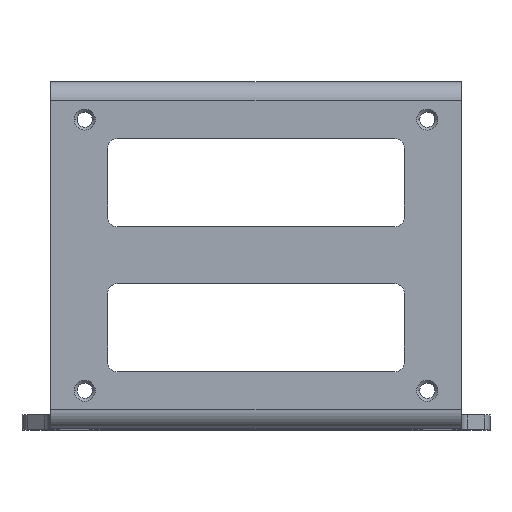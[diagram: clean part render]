
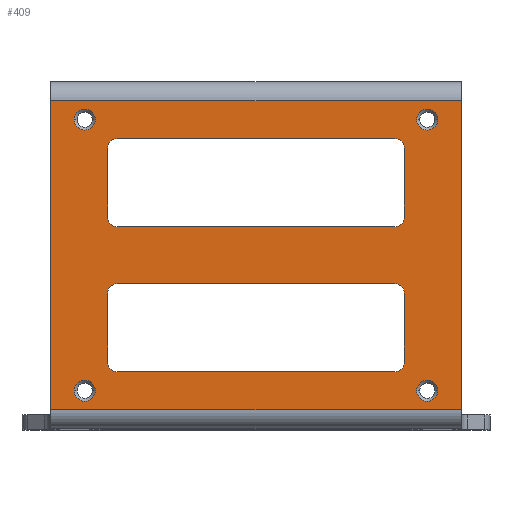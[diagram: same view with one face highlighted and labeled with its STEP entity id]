
A CAD part, top view. The second image highlights one B-rep face of the part: STEP entity #409.
In plain terms, the highlighted planar face has unit normal (0, 0, 1).
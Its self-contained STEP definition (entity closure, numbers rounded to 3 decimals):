
#409=ADVANCED_FACE('',(#640,#641,#642,#643,#644,#645,#646),#567,.F.);
#567=PLANE('',#4018);
#640=FACE_BOUND('',#767,.T.);
#641=FACE_BOUND('',#768,.T.);
#642=FACE_BOUND('',#769,.T.);
#643=FACE_BOUND('',#770,.T.);
#644=FACE_BOUND('',#771,.T.);
#645=FACE_BOUND('',#772,.T.);
#646=FACE_BOUND('',#773,.T.);
#767=EDGE_LOOP('',(#1522,#1523,#1524,#1525));
#768=EDGE_LOOP('',(#1526,#1527));
#769=EDGE_LOOP('',(#1528,#1529));
#770=EDGE_LOOP('',(#1530,#1531));
#771=EDGE_LOOP('',(#1532,#1533));
#772=EDGE_LOOP('',(#1534,#1535,#1536,#1537,#1538,#1539,#1540,#1541));
#773=EDGE_LOOP('',(#1542,#1543,#1544,#1545,#1546,#1547,#1548,#1549));
#1010=CIRCLE('',#4002,1.1);
#1011=CIRCLE('',#4003,1.1);
#1012=CIRCLE('',#4004,1.1);
#1013=CIRCLE('',#4005,1.1);
#1014=CIRCLE('',#4006,1.1);
#1015=CIRCLE('',#4007,1.1);
#1016=CIRCLE('',#4008,1.1);
#1017=CIRCLE('',#4009,1.1);
#1018=CIRCLE('',#4010,1.);
#1019=CIRCLE('',#4011,1.);
#1020=CIRCLE('',#4012,1.);
#1021=CIRCLE('',#4013,1.);
#1022=CIRCLE('',#4014,1.);
#1023=CIRCLE('',#4015,1.);
#1024=CIRCLE('',#4016,1.);
#1025=CIRCLE('',#4017,1.);
#1522=ORIENTED_EDGE('',*,*,#2812,.T.);
#1523=ORIENTED_EDGE('',*,*,#2813,.T.);
#1524=ORIENTED_EDGE('',*,*,#2811,.F.);
#1525=ORIENTED_EDGE('',*,*,#2814,.F.);
#1526=ORIENTED_EDGE('',*,*,#2815,.F.);
#1527=ORIENTED_EDGE('',*,*,#2816,.F.);
#1528=ORIENTED_EDGE('',*,*,#2817,.F.);
#1529=ORIENTED_EDGE('',*,*,#2818,.F.);
#1530=ORIENTED_EDGE('',*,*,#2819,.F.);
#1531=ORIENTED_EDGE('',*,*,#2820,.F.);
#1532=ORIENTED_EDGE('',*,*,#2821,.F.);
#1533=ORIENTED_EDGE('',*,*,#2822,.F.);
#1534=ORIENTED_EDGE('',*,*,#2823,.T.);
#1535=ORIENTED_EDGE('',*,*,#2824,.T.);
#1536=ORIENTED_EDGE('',*,*,#2825,.T.);
#1537=ORIENTED_EDGE('',*,*,#2826,.T.);
#1538=ORIENTED_EDGE('',*,*,#2827,.T.);
#1539=ORIENTED_EDGE('',*,*,#2828,.T.);
#1540=ORIENTED_EDGE('',*,*,#2829,.T.);
#1541=ORIENTED_EDGE('',*,*,#2830,.T.);
#1542=ORIENTED_EDGE('',*,*,#2831,.T.);
#1543=ORIENTED_EDGE('',*,*,#2832,.T.);
#1544=ORIENTED_EDGE('',*,*,#2833,.T.);
#1545=ORIENTED_EDGE('',*,*,#2834,.T.);
#1546=ORIENTED_EDGE('',*,*,#2835,.T.);
#1547=ORIENTED_EDGE('',*,*,#2836,.T.);
#1548=ORIENTED_EDGE('',*,*,#2837,.T.);
#1549=ORIENTED_EDGE('',*,*,#2838,.T.);
#2382=VERTEX_POINT('',#5784);
#2385=VERTEX_POINT('',#5794);
#2386=VERTEX_POINT('',#5822);
#2387=VERTEX_POINT('',#5823);
#2388=VERTEX_POINT('',#5827);
#2389=VERTEX_POINT('',#5828);
#2390=VERTEX_POINT('',#5831);
#2391=VERTEX_POINT('',#5832);
#2392=VERTEX_POINT('',#5835);
#2393=VERTEX_POINT('',#5836);
#2394=VERTEX_POINT('',#5839);
#2395=VERTEX_POINT('',#5840);
#2396=VERTEX_POINT('',#5843);
#2397=VERTEX_POINT('',#5844);
#2398=VERTEX_POINT('',#5846);
#2399=VERTEX_POINT('',#5848);
#2400=VERTEX_POINT('',#5850);
#2401=VERTEX_POINT('',#5852);
#2402=VERTEX_POINT('',#5854);
#2403=VERTEX_POINT('',#5856);
#2404=VERTEX_POINT('',#5859);
#2405=VERTEX_POINT('',#5860);
#2406=VERTEX_POINT('',#5862);
#2407=VERTEX_POINT('',#5864);
#2408=VERTEX_POINT('',#5866);
#2409=VERTEX_POINT('',#5868);
#2410=VERTEX_POINT('',#5870);
#2411=VERTEX_POINT('',#5872);
#2811=EDGE_CURVE('',#2385,#2382,#3295,.T.);
#2812=EDGE_CURVE('',#2386,#2387,#3296,.T.);
#2813=EDGE_CURVE('',#2387,#2382,#3297,.T.);
#2814=EDGE_CURVE('',#2386,#2385,#3298,.T.);
#2815=EDGE_CURVE('',#2388,#2389,#1010,.T.);
#2816=EDGE_CURVE('',#2389,#2388,#1011,.T.);
#2817=EDGE_CURVE('',#2390,#2391,#1012,.T.);
#2818=EDGE_CURVE('',#2391,#2390,#1013,.T.);
#2819=EDGE_CURVE('',#2392,#2393,#1014,.T.);
#2820=EDGE_CURVE('',#2393,#2392,#1015,.T.);
#2821=EDGE_CURVE('',#2394,#2395,#1016,.T.);
#2822=EDGE_CURVE('',#2395,#2394,#1017,.T.);
#2823=EDGE_CURVE('',#2396,#2397,#1018,.T.);
#2824=EDGE_CURVE('',#2397,#2398,#3299,.T.);
#2825=EDGE_CURVE('',#2398,#2399,#1019,.T.);
#2826=EDGE_CURVE('',#2399,#2400,#3300,.T.);
#2827=EDGE_CURVE('',#2400,#2401,#1020,.T.);
#2828=EDGE_CURVE('',#2401,#2402,#3301,.T.);
#2829=EDGE_CURVE('',#2402,#2403,#1021,.T.);
#2830=EDGE_CURVE('',#2403,#2396,#3302,.T.);
#2831=EDGE_CURVE('',#2404,#2405,#1022,.T.);
#2832=EDGE_CURVE('',#2405,#2406,#3303,.T.);
#2833=EDGE_CURVE('',#2406,#2407,#1023,.T.);
#2834=EDGE_CURVE('',#2407,#2408,#3304,.T.);
#2835=EDGE_CURVE('',#2408,#2409,#1024,.T.);
#2836=EDGE_CURVE('',#2409,#2410,#3305,.T.);
#2837=EDGE_CURVE('',#2410,#2411,#1025,.T.);
#2838=EDGE_CURVE('',#2411,#2404,#3306,.T.);
#3295=LINE('',#5819,#3635);
#3296=LINE('',#5821,#3636);
#3297=LINE('',#5824,#3637);
#3298=LINE('',#5825,#3638);
#3299=LINE('',#5845,#3639);
#3300=LINE('',#5849,#3640);
#3301=LINE('',#5853,#3641);
#3302=LINE('',#5857,#3642);
#3303=LINE('',#5861,#3643);
#3304=LINE('',#5865,#3644);
#3305=LINE('',#5869,#3645);
#3306=LINE('',#5873,#3646);
#3635=VECTOR('',#4668,1.);
#3636=VECTOR('',#4671,1.);
#3637=VECTOR('',#4672,1.);
#3638=VECTOR('',#4673,1.);
#3639=VECTOR('',#4692,1.);
#3640=VECTOR('',#4695,1.);
#3641=VECTOR('',#4698,1.);
#3642=VECTOR('',#4701,1.);
#3643=VECTOR('',#4704,1.);
#3644=VECTOR('',#4707,1.);
#3645=VECTOR('',#4710,1.);
#3646=VECTOR('',#4713,1.);
#4002=AXIS2_PLACEMENT_3D('',#5826,#4674,#4675);
#4003=AXIS2_PLACEMENT_3D('',#5829,#4676,#4677);
#4004=AXIS2_PLACEMENT_3D('',#5830,#4678,#4679);
#4005=AXIS2_PLACEMENT_3D('',#5833,#4680,#4681);
#4006=AXIS2_PLACEMENT_3D('',#5834,#4682,#4683);
#4007=AXIS2_PLACEMENT_3D('',#5837,#4684,#4685);
#4008=AXIS2_PLACEMENT_3D('',#5838,#4686,#4687);
#4009=AXIS2_PLACEMENT_3D('',#5841,#4688,#4689);
#4010=AXIS2_PLACEMENT_3D('',#5842,#4690,#4691);
#4011=AXIS2_PLACEMENT_3D('',#5847,#4693,#4694);
#4012=AXIS2_PLACEMENT_3D('',#5851,#4696,#4697);
#4013=AXIS2_PLACEMENT_3D('',#5855,#4699,#4700);
#4014=AXIS2_PLACEMENT_3D('',#5858,#4702,#4703);
#4015=AXIS2_PLACEMENT_3D('',#5863,#4705,#4706);
#4016=AXIS2_PLACEMENT_3D('',#5867,#4708,#4709);
#4017=AXIS2_PLACEMENT_3D('',#5871,#4711,#4712);
#4018=AXIS2_PLACEMENT_3D('',#5874,#4714,#4715);
#4668=DIRECTION('',(1.,0.,0.));
#4671=DIRECTION('',(1.,0.,0.));
#4672=DIRECTION('',(0.,1.,0.));
#4673=DIRECTION('',(0.,1.,0.));
#4674=DIRECTION('',(0.,0.,1.));
#4675=DIRECTION('',(1.,0.,0.));
#4676=DIRECTION('',(0.,0.,1.));
#4677=DIRECTION('',(-1.,0.,0.));
#4678=DIRECTION('',(0.,0.,1.));
#4679=DIRECTION('',(1.,0.,0.));
#4680=DIRECTION('',(0.,0.,1.));
#4681=DIRECTION('',(-1.,0.,0.));
#4682=DIRECTION('',(0.,0.,1.));
#4683=DIRECTION('',(1.,0.,0.));
#4684=DIRECTION('',(0.,0.,1.));
#4685=DIRECTION('',(-1.,0.,0.));
#4686=DIRECTION('',(0.,0.,1.));
#4687=DIRECTION('',(1.,0.,0.));
#4688=DIRECTION('',(0.,0.,1.));
#4689=DIRECTION('',(-1.,0.,0.));
#4690=DIRECTION('',(0.,0.,-1.));
#4691=DIRECTION('',(0.,1.,0.));
#4692=DIRECTION('',(0.,-1.,0.));
#4693=DIRECTION('',(0.,0.,-1.));
#4694=DIRECTION('',(1.,0.,0.));
#4695=DIRECTION('',(-1.,0.,0.));
#4696=DIRECTION('',(0.,0.,-1.));
#4697=DIRECTION('',(0.,-1.,0.));
#4698=DIRECTION('',(0.,1.,0.));
#4699=DIRECTION('',(0.,0.,-1.));
#4700=DIRECTION('',(-1.,0.,0.));
#4701=DIRECTION('',(1.,0.,0.));
#4702=DIRECTION('',(0.,0.,-1.));
#4703=DIRECTION('',(1.,0.,0.));
#4704=DIRECTION('',(-1.,0.,0.));
#4705=DIRECTION('',(0.,0.,-1.));
#4706=DIRECTION('',(0.,-1.,0.));
#4707=DIRECTION('',(0.,1.,0.));
#4708=DIRECTION('',(0.,0.,-1.));
#4709=DIRECTION('',(-1.,0.,0.));
#4710=DIRECTION('',(1.,0.,0.));
#4711=DIRECTION('',(0.,0.,-1.));
#4712=DIRECTION('',(0.,1.,0.));
#4713=DIRECTION('',(0.,-1.,0.));
#4714=DIRECTION('',(0.,0.,-1.));
#4715=DIRECTION('',(0.,-1.,0.));
#5784=CARTESIAN_POINT('',(21.6,18.,32.5));
#5794=CARTESIAN_POINT('',(-21.6,18.,32.5));
#5819=CARTESIAN_POINT('',(-21.6,18.,32.5));
#5821=CARTESIAN_POINT('',(-21.6,-14.5,32.5));
#5822=CARTESIAN_POINT('',(-21.6,-14.5,32.5));
#5823=CARTESIAN_POINT('',(21.6,-14.5,32.5));
#5824=CARTESIAN_POINT('',(21.6,-14.5,32.5));
#5825=CARTESIAN_POINT('',(-21.6,-14.5,32.5));
#5826=CARTESIAN_POINT('',(18.,16.,32.5));
#5827=CARTESIAN_POINT('',(19.1,16.,32.5));
#5828=CARTESIAN_POINT('',(16.9,16.,32.5));
#5829=CARTESIAN_POINT('',(18.,16.,32.5));
#5830=CARTESIAN_POINT('',(-18.,16.,32.5));
#5831=CARTESIAN_POINT('',(-16.9,16.,32.5));
#5832=CARTESIAN_POINT('',(-19.1,16.,32.5));
#5833=CARTESIAN_POINT('',(-18.,16.,32.5));
#5834=CARTESIAN_POINT('',(18.,-12.5,32.5));
#5835=CARTESIAN_POINT('',(19.1,-12.5,32.5));
#5836=CARTESIAN_POINT('',(16.9,-12.5,32.5));
#5837=CARTESIAN_POINT('',(18.,-12.5,32.5));
#5838=CARTESIAN_POINT('',(-18.,-12.5,32.5));
#5839=CARTESIAN_POINT('',(-16.9,-12.5,32.5));
#5840=CARTESIAN_POINT('',(-19.1,-12.5,32.5));
#5841=CARTESIAN_POINT('',(-18.,-12.5,32.5));
#5842=CARTESIAN_POINT('',(14.6,13.,32.5));
#5843=CARTESIAN_POINT('',(14.6,14.,32.5));
#5844=CARTESIAN_POINT('',(15.6,13.,32.5));
#5845=CARTESIAN_POINT('',(15.6,13.,32.5));
#5846=CARTESIAN_POINT('',(15.6,5.75,32.5));
#5847=CARTESIAN_POINT('',(14.6,5.75,32.5));
#5848=CARTESIAN_POINT('',(14.6,4.75,32.5));
#5849=CARTESIAN_POINT('',(14.6,4.75,32.5));
#5850=CARTESIAN_POINT('',(-14.6,4.75,32.5));
#5851=CARTESIAN_POINT('',(-14.6,5.75,32.5));
#5852=CARTESIAN_POINT('',(-15.6,5.75,32.5));
#5853=CARTESIAN_POINT('',(-15.6,5.75,32.5));
#5854=CARTESIAN_POINT('',(-15.6,13.,32.5));
#5855=CARTESIAN_POINT('',(-14.6,13.,32.5));
#5856=CARTESIAN_POINT('',(-14.6,14.,32.5));
#5857=CARTESIAN_POINT('',(-14.6,14.,32.5));
#5858=CARTESIAN_POINT('',(14.6,-9.5,32.5));
#5859=CARTESIAN_POINT('',(15.6,-9.5,32.5));
#5860=CARTESIAN_POINT('',(14.6,-10.5,32.5));
#5861=CARTESIAN_POINT('',(14.6,-10.5,32.5));
#5862=CARTESIAN_POINT('',(-14.6,-10.5,32.5));
#5863=CARTESIAN_POINT('',(-14.6,-9.5,32.5));
#5864=CARTESIAN_POINT('',(-15.6,-9.5,32.5));
#5865=CARTESIAN_POINT('',(-15.6,-9.5,32.5));
#5866=CARTESIAN_POINT('',(-15.6,-2.25,32.5));
#5867=CARTESIAN_POINT('',(-14.6,-2.25,32.5));
#5868=CARTESIAN_POINT('',(-14.6,-1.25,32.5));
#5869=CARTESIAN_POINT('',(-14.6,-1.25,32.5));
#5870=CARTESIAN_POINT('',(14.6,-1.25,32.5));
#5871=CARTESIAN_POINT('',(14.6,-2.25,32.5));
#5872=CARTESIAN_POINT('',(15.6,-2.25,32.5));
#5873=CARTESIAN_POINT('',(15.6,-2.25,32.5));
#5874=CARTESIAN_POINT('',(-24.6,-14.5,32.5));
